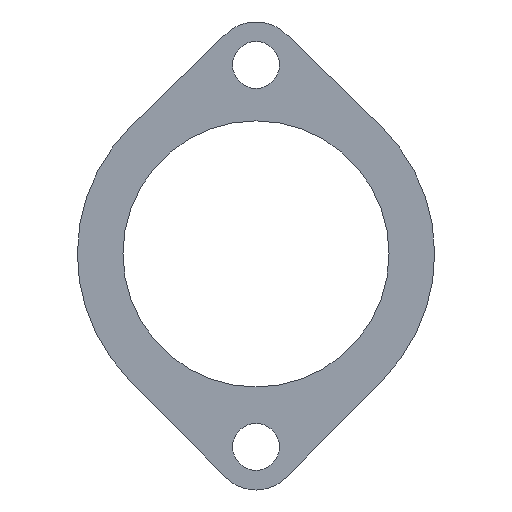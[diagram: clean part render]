
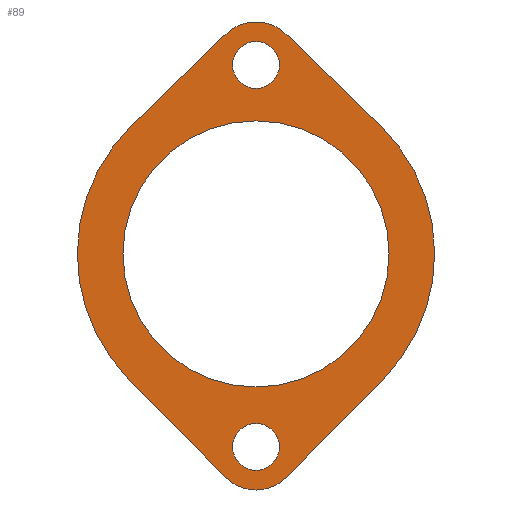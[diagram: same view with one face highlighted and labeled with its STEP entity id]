
A CAD part, left-side view. The second image highlights one B-rep face of the part: STEP entity #89.
In plain terms, the highlighted planar face has unit normal (-1, 0, 0).
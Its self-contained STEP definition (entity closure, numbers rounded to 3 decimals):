
#52=FACE_BOUND('',#122,.T.);
#53=FACE_BOUND('',#123,.T.);
#54=FACE_BOUND('',#124,.T.);
#55=FACE_BOUND('',#125,.T.);
#63=CIRCLE('',#272,14.5);
#65=CIRCLE('',#276,3.5);
#67=CIRCLE('',#280,14.5);
#70=CIRCLE('',#285,1.9);
#72=CIRCLE('',#288,10.8);
#73=CIRCLE('',#290,3.5);
#76=CIRCLE('',#294,1.9);
#89=ADVANCED_FACE('',(#52,#53,#54,#55),#95,.F.);
#95=PLANE('',#297);
#122=EDGE_LOOP('',(#175,#176,#177,#178,#179,#180,#181,#182));
#123=EDGE_LOOP('',(#183));
#124=EDGE_LOOP('',(#184));
#125=EDGE_LOOP('',(#185));
#175=ORIENTED_EDGE('',*,*,#208,.F.);
#176=ORIENTED_EDGE('',*,*,#234,.F.);
#177=ORIENTED_EDGE('',*,*,#227,.F.);
#178=ORIENTED_EDGE('',*,*,#224,.F.);
#179=ORIENTED_EDGE('',*,*,#221,.F.);
#180=ORIENTED_EDGE('',*,*,#218,.F.);
#181=ORIENTED_EDGE('',*,*,#215,.F.);
#182=ORIENTED_EDGE('',*,*,#212,.F.);
#183=ORIENTED_EDGE('',*,*,#233,.T.);
#184=ORIENTED_EDGE('',*,*,#231,.T.);
#185=ORIENTED_EDGE('',*,*,#237,.T.);
#186=VERTEX_POINT('',#372);
#187=VERTEX_POINT('',#373);
#190=VERTEX_POINT('',#381);
#192=VERTEX_POINT('',#387);
#194=VERTEX_POINT('',#393);
#196=VERTEX_POINT('',#399);
#198=VERTEX_POINT('',#405);
#200=VERTEX_POINT('',#411);
#203=VERTEX_POINT('',#419);
#205=VERTEX_POINT('',#424);
#207=VERTEX_POINT('',#432);
#208=EDGE_CURVE('',#186,#187,#238,.T.);
#212=EDGE_CURVE('',#187,#190,#63,.T.);
#215=EDGE_CURVE('',#190,#192,#243,.T.);
#218=EDGE_CURVE('',#192,#194,#65,.T.);
#221=EDGE_CURVE('',#194,#196,#247,.T.);
#224=EDGE_CURVE('',#196,#198,#67,.T.);
#227=EDGE_CURVE('',#198,#200,#251,.T.);
#231=EDGE_CURVE('',#203,#203,#70,.T.);
#233=EDGE_CURVE('',#205,#205,#72,.T.);
#234=EDGE_CURVE('',#200,#186,#73,.T.);
#237=EDGE_CURVE('',#207,#207,#76,.T.);
#238=LINE('',#371,#254);
#243=LINE('',#386,#259);
#247=LINE('',#398,#263);
#251=LINE('',#410,#267);
#254=VECTOR('',#300,1.);
#259=VECTOR('',#313,1.);
#263=VECTOR('',#325,1.);
#267=VECTOR('',#337,1.);
#272=AXIS2_PLACEMENT_3D('',#380,#306,#307);
#276=AXIS2_PLACEMENT_3D('',#392,#318,#319);
#280=AXIS2_PLACEMENT_3D('',#404,#330,#331);
#285=AXIS2_PLACEMENT_3D('',#418,#344,#345);
#288=AXIS2_PLACEMENT_3D('',#423,#350,#351);
#290=AXIS2_PLACEMENT_3D('',#426,#354,#355);
#294=AXIS2_PLACEMENT_3D('',#431,#362,#363);
#297=AXIS2_PLACEMENT_3D('',#435,#368,#369);
#300=DIRECTION('',(0.,-0.717,-0.697));
#306=DIRECTION('',(1.,0.,0.));
#307=DIRECTION('',(0.,1.,0.));
#313=DIRECTION('',(0.,0.702,-0.712));
#318=DIRECTION('',(1.,0.,0.));
#319=DIRECTION('',(0.,1.,0.));
#325=DIRECTION('',(0.,0.702,0.712));
#330=DIRECTION('',(1.,0.,0.));
#331=DIRECTION('',(0.,1.,0.));
#337=DIRECTION('',(0.,-0.717,0.697));
#344=DIRECTION('',(1.,0.,0.));
#345=DIRECTION('',(0.,1.,0.));
#350=DIRECTION('',(1.,0.,0.));
#351=DIRECTION('',(0.,1.,0.));
#354=DIRECTION('',(1.,0.,0.));
#355=DIRECTION('',(0.,1.,0.));
#362=DIRECTION('',(1.,0.,0.));
#363=DIRECTION('',(0.,1.,0.));
#368=DIRECTION('',(1.,0.,0.));
#369=DIRECTION('',(0.,0.,-1.));
#371=CARTESIAN_POINT('',(0.,-2.439,18.01));
#372=CARTESIAN_POINT('',(0.,-2.439,18.01));
#373=CARTESIAN_POINT('',(0.,-10.104,10.562));
#380=CARTESIAN_POINT('',(0.,0.,0.163));
#381=CARTESIAN_POINT('',(0.,-10.322,-10.021));
#386=CARTESIAN_POINT('',(0.,-10.322,-10.021));
#387=CARTESIAN_POINT('',(0.,-2.492,-17.958));
#392=CARTESIAN_POINT('',(0.,0.,-15.5));
#393=CARTESIAN_POINT('',(0.,2.492,-17.958));
#398=CARTESIAN_POINT('',(0.,2.492,-17.958));
#399=CARTESIAN_POINT('',(0.,10.322,-10.021));
#404=CARTESIAN_POINT('',(0.,0.,0.163));
#405=CARTESIAN_POINT('',(0.,10.104,10.562));
#410=CARTESIAN_POINT('',(0.,10.104,10.562));
#411=CARTESIAN_POINT('',(0.,2.439,18.01));
#418=CARTESIAN_POINT('',(0.,0.,-15.5));
#419=CARTESIAN_POINT('',(0.,1.9,-15.5));
#423=CARTESIAN_POINT('',(0.,0.,0.163));
#424=CARTESIAN_POINT('',(0.,10.8,0.163));
#426=CARTESIAN_POINT('',(0.,0.,15.5));
#431=CARTESIAN_POINT('',(0.,0.,15.5));
#432=CARTESIAN_POINT('',(0.,1.9,15.5));
#435=CARTESIAN_POINT('',(0.,0.,0.163));
